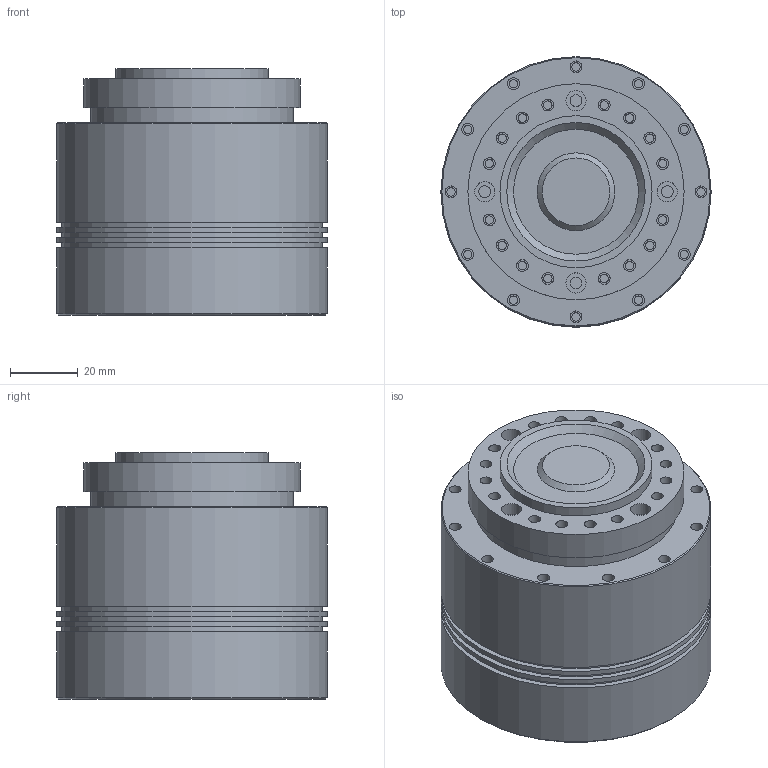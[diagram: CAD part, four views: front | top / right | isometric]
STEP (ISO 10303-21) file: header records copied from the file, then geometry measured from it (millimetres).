
FILE_DESCRIPTION(/* description */ (''),/* implementation_level */ '2;1');
FILE_NAME(/* name */ '17.stp',/* time_stamp */ '2020-08-21T17:52:42+08:00',/* author */ (''),/* organization */ (''),/* preprocessor_version */ 'ST-DEVELOPER v16',/* originating_system */ 'SIEMENS PLM Software NX 10.0',/* authorisation */ '');
FILE_SCHEMA (('CONFIG_CONTROL_DESIGN'));
Length unit declared in the file: millimetre
Products named in the file (2): XBJ17-6（上盖板）; _model1
Assembly tree (1 placements, depth 2):
  _model1
    XBJ17-6（上盖板）
Bounding box: 80 x 80 x 73 mm (x, y, z)
Volume: 317142.7 mm3; surface area: 44097 mm2
Topology: 2 solids, 2 shells, 181 faces, 339 edges, 238 vertices
Faces by surface type: cylinder 95, plane 80, cone 6
Full cylindrical faces by diameter (mm): 2.5 x28, 3.5 x48, 6 x4, 14 x1, 16 x1, 45 x2, 47 x1, 60 x2, 64 x1, 77 x3, 80 x4
Entity records: 4079 total; most frequent: DIRECTION 764, CARTESIAN_POINT 581, EDGE_LOOP 398, ORIENTED_EDGE 398, AXIS2_PLACEMENT_3D 382, FACE_BOUND 367, VERTEX_POINT 199, EDGE_CURVE 199
